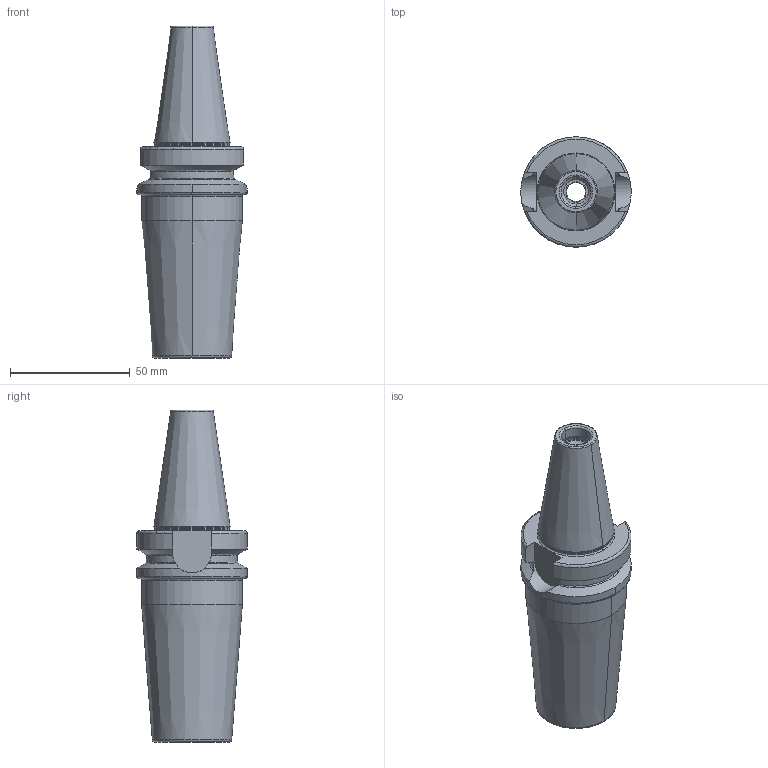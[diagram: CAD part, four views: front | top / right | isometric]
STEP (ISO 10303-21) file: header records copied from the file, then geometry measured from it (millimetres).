
FILE_DESCRIPTION((''),'2;1');
FILE_NAME('305_70_20','2020-07-21T',('101107'),(''),'CREO PARAMETRIC BY PTC INC, 2015290','CREO PARAMETRIC BY PTC INC, 2015290','');
FILE_SCHEMA(('CONFIG_CONTROL_DESIGN'));
Length unit declared in the file: millimetre
Products named in the file (1): 305_70_20
Bounding box: 46 x 46 x 138.4 mm (x, y, z)
Volume: 107137 mm3; surface area: 23880.9 mm2
Topology: 1 solids, 1 shells, 104 faces, 236 edges, 140 vertices
Faces by surface type: cylinder 30, plane 26, torus 26, cone 22
Entity records: 3076 total; most frequent: CARTESIAN_POINT 659, DIRECTION 542, ORIENTED_EDGE 472, EDGE_CURVE 236, AXIS2_PLACEMENT_3D 229, VERTEX_POINT 140, CIRCLE 122, EDGE_LOOP 112
